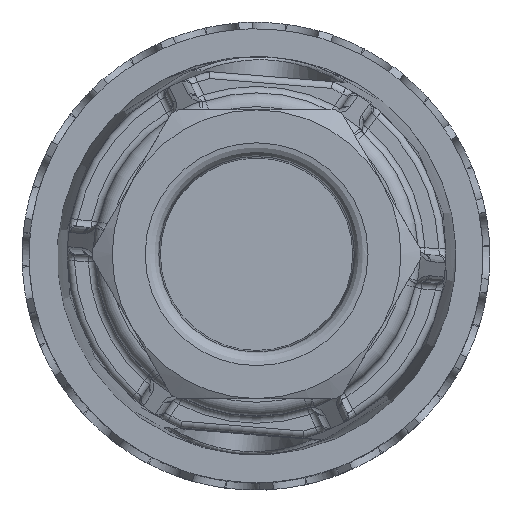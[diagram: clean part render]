
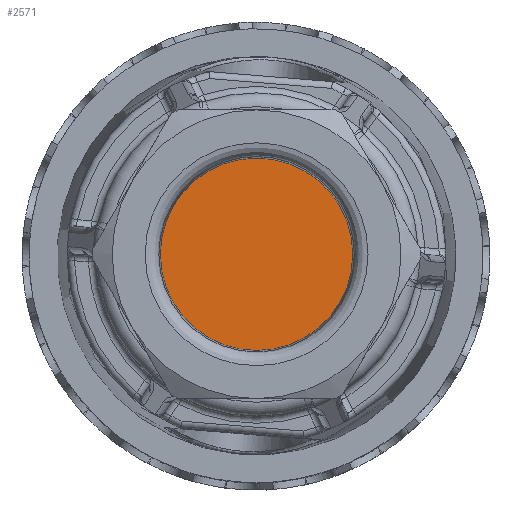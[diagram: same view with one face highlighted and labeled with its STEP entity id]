
A CAD part, top view. The second image highlights one B-rep face of the part: STEP entity #2571.
In plain terms, the highlighted planar face has unit normal (0, 0, 1).
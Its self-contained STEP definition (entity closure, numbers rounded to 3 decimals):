
#1666=CIRCLE('',#20459,6.998);
#2571=ADVANCED_FACE('',(#4229),#3341,.F.);
#3341=PLANE('',#20460);
#4229=FACE_OUTER_BOUND('',#5338,.T.);
#5338=EDGE_LOOP('',(#9467));
#9467=ORIENTED_EDGE('',*,*,#15144,.T.);
#12658=VERTEX_POINT('',#33198);
#15144=EDGE_CURVE('',#12658,#12658,#1666,.T.);
#20459=AXIS2_PLACEMENT_3D('',#33197,#23981,#23982);
#20460=AXIS2_PLACEMENT_3D('',#33199,#23983,#23984);
#23981=DIRECTION('',(0.,0.,1.));
#23982=DIRECTION('',(-1.,0.,0.));
#23983=DIRECTION('',(0.,0.,-1.));
#23984=DIRECTION('',(-1.,0.,0.));
#33197=CARTESIAN_POINT('',(-9.348,33.917,76.));
#33198=CARTESIAN_POINT('',(-16.346,33.917,76.));
#33199=CARTESIAN_POINT('',(-9.348,33.917,76.));
